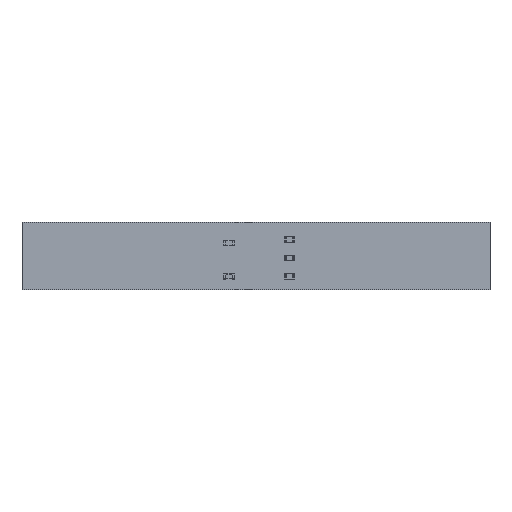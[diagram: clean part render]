
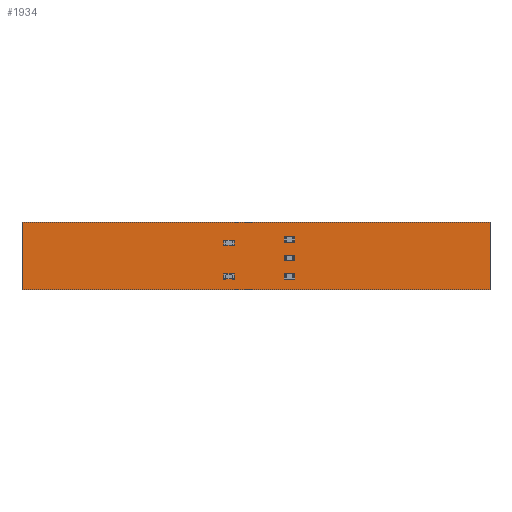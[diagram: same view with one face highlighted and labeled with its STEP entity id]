
A CAD part, top view. The second image highlights one B-rep face of the part: STEP entity #1934.
In plain terms, the highlighted planar face has unit normal (0, 0, 1).
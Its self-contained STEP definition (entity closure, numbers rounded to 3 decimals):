
#1805 = VERTEX_POINT('',#1806);
#1806 = CARTESIAN_POINT('',(169.8,-103.,0.22));
#1812 = EDGE_CURVE('',#1805,#1813,#1815,.T.);
#1813 = VERTEX_POINT('',#1814);
#1814 = CARTESIAN_POINT('',(100.,-103.,0.22));
#1815 = LINE('',#1816,#1817);
#1816 = CARTESIAN_POINT('',(169.8,-103.,0.22));
#1817 = VECTOR('',#1818,1.);
#1818 = DIRECTION('',(-1.,0.,0.));
#1843 = EDGE_CURVE('',#1813,#1844,#1846,.T.);
#1844 = VERTEX_POINT('',#1845);
#1845 = CARTESIAN_POINT('',(100.,-93.,0.22));
#1846 = LINE('',#1847,#1848);
#1847 = CARTESIAN_POINT('',(100.,-103.,0.22));
#1848 = VECTOR('',#1849,1.);
#1849 = DIRECTION('',(0.,1.,0.));
#1874 = EDGE_CURVE('',#1844,#1875,#1877,.T.);
#1875 = VERTEX_POINT('',#1876);
#1876 = CARTESIAN_POINT('',(169.8,-93.,0.22));
#1877 = LINE('',#1878,#1879);
#1878 = CARTESIAN_POINT('',(100.,-93.,0.22));
#1879 = VECTOR('',#1880,1.);
#1880 = DIRECTION('',(1.,0.,0.));
#1905 = EDGE_CURVE('',#1875,#1805,#1906,.T.);
#1906 = LINE('',#1907,#1908);
#1907 = CARTESIAN_POINT('',(169.8,-93.,0.22));
#1908 = VECTOR('',#1909,1.);
#1909 = DIRECTION('',(0.,-1.,0.));
#1934 = ADVANCED_FACE('',(#1935),#1941,.T.);
#1935 = FACE_BOUND('',#1936,.F.);
#1936 = EDGE_LOOP('',(#1937,#1938,#1939,#1940));
#1937 = ORIENTED_EDGE('',*,*,#1812,.T.);
#1938 = ORIENTED_EDGE('',*,*,#1843,.T.);
#1939 = ORIENTED_EDGE('',*,*,#1874,.T.);
#1940 = ORIENTED_EDGE('',*,*,#1905,.T.);
#1941 = PLANE('',#1942);
#1942 = AXIS2_PLACEMENT_3D('',#1943,#1944,#1945);
#1943 = CARTESIAN_POINT('',(0.,0.,0.22));
#1944 = DIRECTION('',(0.,0.,1.));
#1945 = DIRECTION('',(1.,0.,-0.));
